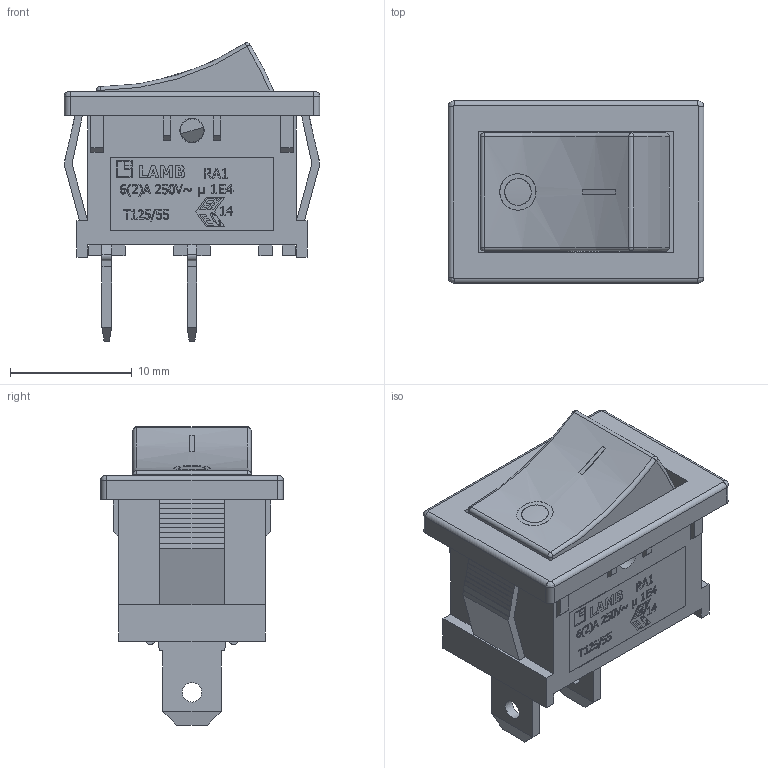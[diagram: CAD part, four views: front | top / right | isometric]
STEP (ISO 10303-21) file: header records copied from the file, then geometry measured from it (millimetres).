
FILE_DESCRIPTION(/* description */ (''),/* implementation_level */ '2;1');
FILE_NAME(/* name */ 'RA1143xxx1.stp',/* time_stamp */ '2024-04-24T13:44:43-05:00',/* author */ ('mroman'),/* organization */ (''),/* preprocessor_version */ 'ST-DEVELOPER v18.1',/* originating_system */ 'Autodesk Inventor 2022',/* authorisation */ '');
FILE_SCHEMA (('AUTOMOTIVE_DESIGN { 1 0 10303 214 3 1 1 }'));
Length unit declared in the file: millimetre
Products named in the file (1): RA1143xxx1
Bounding box: 21 x 15 x 24.5 mm (x, y, z)
Volume: 1502.5 mm3; surface area: 3402.3 mm2
Topology: 2 solids, 2 shells, 825 faces, 2246 edges, 1484 vertices
Faces by surface type: plane 578, bspline 207, cylinder 30, torus 6, sphere 4
Full cylindrical faces by diameter (mm): 1.6 x2, 2 x2
Entity records: 29364 total; most frequent: CARTESIAN_POINT 9811, ORIENTED_EDGE 4488, DIRECTION 3152, EDGE_CURVE 2244, LINE 1754, VECTOR 1754, VERTEX_POINT 1484, EDGE_LOOP 898
